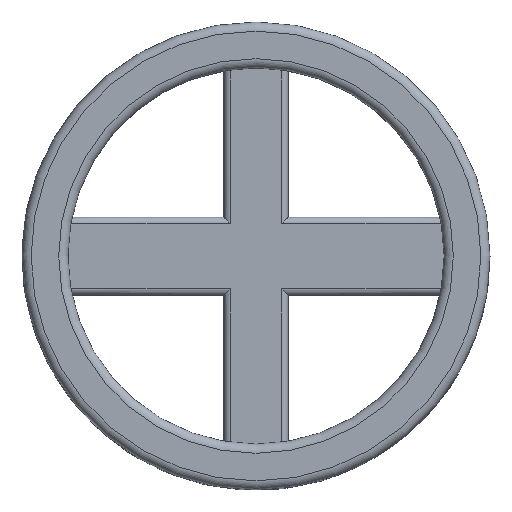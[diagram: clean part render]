
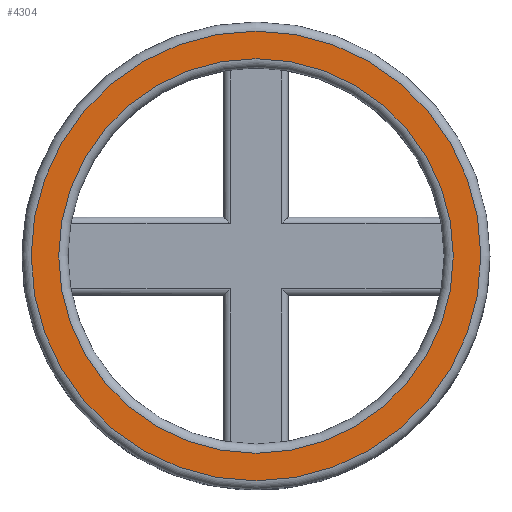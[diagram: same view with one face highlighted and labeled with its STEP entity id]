
A CAD part, top view. The second image highlights one B-rep face of the part: STEP entity #4304.
In plain terms, the highlighted planar face has unit normal (0, 0, 1).
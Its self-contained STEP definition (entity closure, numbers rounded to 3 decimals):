
#1397 = TOROIDAL_SURFACE('',#1398,21.5,1.);
#1398 = AXIS2_PLACEMENT_3D('',#1399,#1400,#1401);
#1399 = CARTESIAN_POINT('',(0.,0.,21.));
#1400 = DIRECTION('',(0.,0.,1.));
#1401 = DIRECTION('',(1.,0.,-0.));
#3068 = VERTEX_POINT('',#3069);
#3069 = CARTESIAN_POINT('',(21.5,0.,22.));
#3089 = EDGE_CURVE('',#3068,#3068,#3090,.T.);
#3090 = SURFACE_CURVE('',#3091,(#3096,#3103),.PCURVE_S1.);
#3091 = CIRCLE('',#3092,21.5);
#3092 = AXIS2_PLACEMENT_3D('',#3093,#3094,#3095);
#3093 = CARTESIAN_POINT('',(0.,0.,22.));
#3094 = DIRECTION('',(0.,0.,1.));
#3095 = DIRECTION('',(1.,0.,-0.));
#3096 = PCURVE('',#1397,#3097);
#3097 = DEFINITIONAL_REPRESENTATION('',(#3098),#3102);
#3098 = LINE('',#3099,#3100);
#3099 = CARTESIAN_POINT('',(0.,1.571));
#3100 = VECTOR('',#3101,1.);
#3101 = DIRECTION('',(1.,0.));
#3102 = ( GEOMETRIC_REPRESENTATION_CONTEXT(2) 
PARAMETRIC_REPRESENTATION_CONTEXT() REPRESENTATION_CONTEXT('2D SPACE',''
  ) );
#3103 = PCURVE('',#3104,#3109);
#3104 = PLANE('',#3105);
#3105 = AXIS2_PLACEMENT_3D('',#3106,#3107,#3108);
#3106 = CARTESIAN_POINT('',(0.,0.,22.)
  );
#3107 = DIRECTION('',(0.,0.,1.));
#3108 = DIRECTION('',(1.,0.,-0.));
#3109 = DEFINITIONAL_REPRESENTATION('',(#3110),#3114);
#3110 = CIRCLE('',#3111,21.5);
#3111 = AXIS2_PLACEMENT_2D('',#3112,#3113);
#3112 = CARTESIAN_POINT('',(0.,0.));
#3113 = DIRECTION('',(1.,0.));
#3114 = ( GEOMETRIC_REPRESENTATION_CONTEXT(2) 
PARAMETRIC_REPRESENTATION_CONTEXT() REPRESENTATION_CONTEXT('2D SPACE',''
  ) );
#4304 = ADVANCED_FACE('',(#4305,#4336),#3104,.T.);
#4305 = FACE_BOUND('',#4306,.T.);
#4306 = EDGE_LOOP('',(#4307));
#4307 = ORIENTED_EDGE('',*,*,#4308,.T.);
#4308 = EDGE_CURVE('',#4309,#4309,#4311,.T.);
#4309 = VERTEX_POINT('',#4310);
#4310 = CARTESIAN_POINT('',(24.5,0.,22.));
#4311 = SURFACE_CURVE('',#4312,(#4317,#4324),.PCURVE_S1.);
#4312 = CIRCLE('',#4313,24.5);
#4313 = AXIS2_PLACEMENT_3D('',#4314,#4315,#4316);
#4314 = CARTESIAN_POINT('',(0.,0.,22.));
#4315 = DIRECTION('',(0.,0.,1.));
#4316 = DIRECTION('',(1.,0.,-0.));
#4317 = PCURVE('',#3104,#4318);
#4318 = DEFINITIONAL_REPRESENTATION('',(#4319),#4323);
#4319 = CIRCLE('',#4320,24.5);
#4320 = AXIS2_PLACEMENT_2D('',#4321,#4322);
#4321 = CARTESIAN_POINT('',(0.,0.));
#4322 = DIRECTION('',(1.,0.));
#4323 = ( GEOMETRIC_REPRESENTATION_CONTEXT(2) 
PARAMETRIC_REPRESENTATION_CONTEXT() REPRESENTATION_CONTEXT('2D SPACE',''
  ) );
#4324 = PCURVE('',#4325,#4330);
#4325 = TOROIDAL_SURFACE('',#4326,24.5,1.);
#4326 = AXIS2_PLACEMENT_3D('',#4327,#4328,#4329);
#4327 = CARTESIAN_POINT('',(0.,0.,21.));
#4328 = DIRECTION('',(0.,0.,1.));
#4329 = DIRECTION('',(1.,0.,-0.));
#4330 = DEFINITIONAL_REPRESENTATION('',(#4331),#4335);
#4331 = LINE('',#4332,#4333);
#4332 = CARTESIAN_POINT('',(0.,1.571));
#4333 = VECTOR('',#4334,1.);
#4334 = DIRECTION('',(1.,0.));
#4335 = ( GEOMETRIC_REPRESENTATION_CONTEXT(2) 
PARAMETRIC_REPRESENTATION_CONTEXT() REPRESENTATION_CONTEXT('2D SPACE',''
  ) );
#4336 = FACE_BOUND('',#4337,.T.);
#4337 = EDGE_LOOP('',(#4338));
#4338 = ORIENTED_EDGE('',*,*,#3089,.F.);
